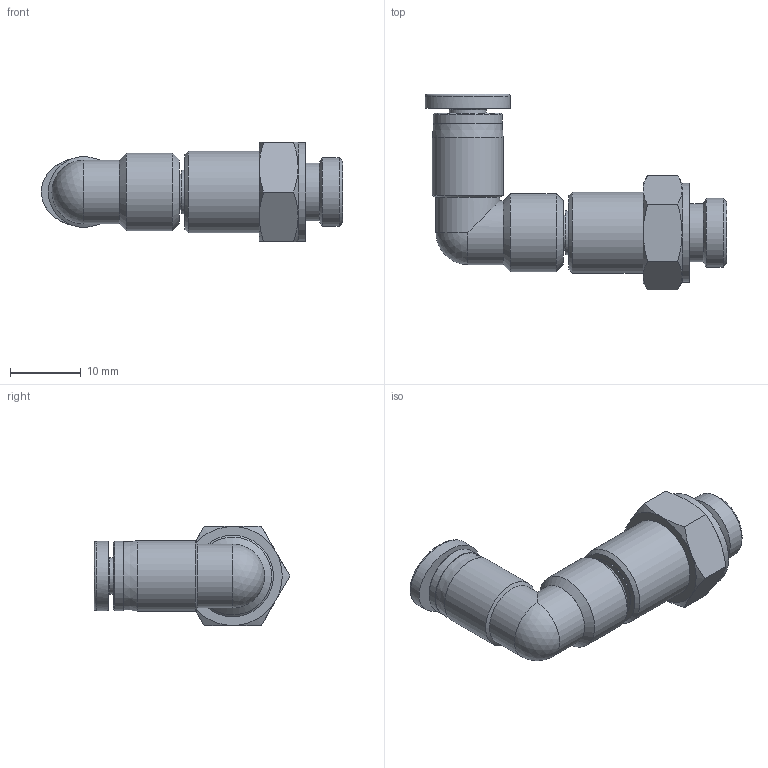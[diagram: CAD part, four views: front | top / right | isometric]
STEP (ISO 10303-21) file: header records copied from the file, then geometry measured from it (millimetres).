
FILE_DESCRIPTION((''),'2;1');
FILE_NAME('NHRL 04-G01.stp','2016-07-08T15:58:26',('Administrator'),(''),'Autodesk Inventor 2013','Autodesk Inventor 2013','');
FILE_SCHEMA(('CONFIG_CONTROL_DESIGN'));
Length unit declared in the file: millimetre
Products named in the file (5): NHRL 04-G01; HOUSING H5-G01; COUPLING-04H; NHRL BODY-4H; SLEEVE N04L
Assembly tree (4 placements, depth 2):
  NHRL 04-G01
    HOUSING H5-G01
    COUPLING-04H
    NHRL BODY-4H
    SLEEVE N04L
Bounding box: 42.6 x 27.68 x 14 mm (x, y, z)
Volume: 4764.5 mm3; surface area: 2984.1 mm2
Topology: 4 solids, 4 shells, 64 faces, 117 edges, 69 vertices
Faces by surface type: cone 23, plane 22, cylinder 15, bspline 2, torus 1, sphere 1
Full cylindrical faces by diameter (mm): 4 x1, 4.2 x1, 5 x1, 5.2 x1, 6.19 x1, 8.2 x1, 8.8 x1, 9 x2, 9.73 x1, 9.8 x1, 10 x1, 11 x1, 11.5 x1, 14 x1
Entity records: 1636 total; most frequent: CARTESIAN_POINT 406, DIRECTION 256, ORIENTED_EDGE 172, AXIS2_PLACEMENT_3D 125, EDGE_LOOP 102, EDGE_CURVE 86, VERTEX_POINT 66, FACE_OUTER_BOUND 64
